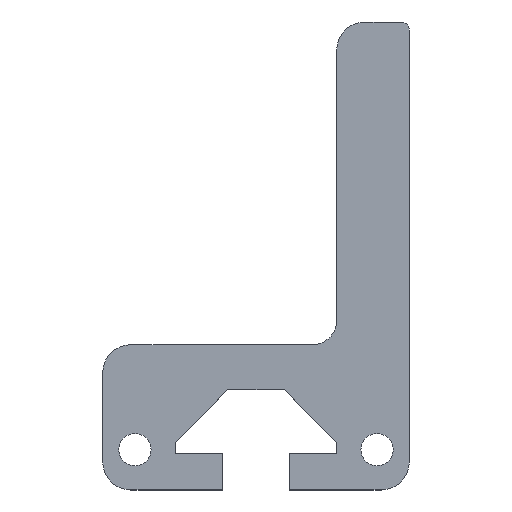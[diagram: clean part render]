
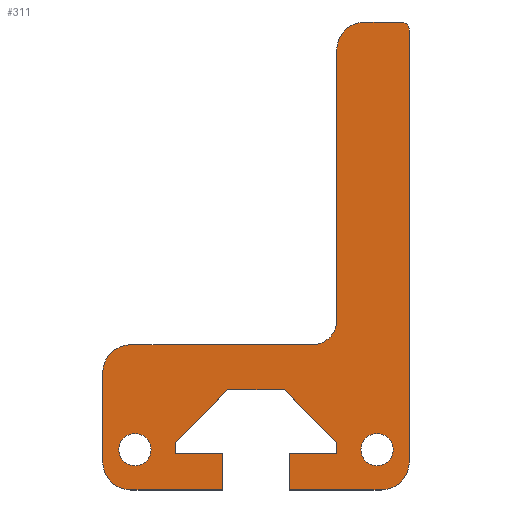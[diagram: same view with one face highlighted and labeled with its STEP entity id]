
A CAD part, top view. The second image highlights one B-rep face of the part: STEP entity #311.
In plain terms, the highlighted planar face has unit normal (0, 0, 1).
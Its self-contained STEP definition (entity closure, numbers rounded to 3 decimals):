
#60=CARTESIAN_POINT('',(-34.5,0.0,0.5));
#61=VERTEX_POINT('',#60);
#68=CARTESIAN_POINT('',(-38.0,3.5,0.5));
#69=VERTEX_POINT('',#68);
#70=CARTESIAN_POINT('',(-34.5,3.5,0.5));
#71=DIRECTION('',(0.0,0.0,-1.0));
#72=DIRECTION('',(-0.707,-0.707,0.0));
#73=AXIS2_PLACEMENT_3D('',#70,#71,#72);
#74=CIRCLE('',#73,3.5);
#75=EDGE_CURVE('',#61,#69,#74,.T.);
#92=CARTESIAN_POINT('',(-38.0,14.5,0.5));
#93=VERTEX_POINT('',#92);
#94=CARTESIAN_POINT('',(-38.0,3.5,0.5));
#95=DIRECTION('',(0.0,1.0,0.0));
#96=VECTOR('',#95,11.0);
#97=LINE('',#94,#96);
#98=EDGE_CURVE('',#69,#93,#97,.T.);
#117=CARTESIAN_POINT('',(-12.958,22.958,0.5));
#118=DIRECTION('',(0.0,0.0,1.0));
#119=DIRECTION('',(1.0,0.0,0.0));
#120=AXIS2_PLACEMENT_3D('',#117,#118,#119);
#121=PLANE('',#120);
#122=ORIENTED_EDGE('',*,*,#75,.F.);
#123=CARTESIAN_POINT('',(-23.1,0.,0.5));
#124=VERTEX_POINT('',#123);
#125=CARTESIAN_POINT('',(-23.1,0.,0.5));
#126=DIRECTION('',(-1.0,0.0,0.0));
#127=VECTOR('',#126,11.4);
#128=LINE('',#125,#127);
#129=EDGE_CURVE('',#124,#61,#128,.T.);
#130=ORIENTED_EDGE('',*,*,#129,.F.);
#131=CARTESIAN_POINT('',(-23.1,4.5,0.5));
#132=VERTEX_POINT('',#131);
#133=CARTESIAN_POINT('',(-23.1,0.,0.5));
#134=DIRECTION('',(0.0,1.0,0.0));
#135=VECTOR('',#134,4.5);
#136=LINE('',#133,#135);
#137=EDGE_CURVE('',#124,#132,#136,.T.);
#138=ORIENTED_EDGE('',*,*,#137,.T.);
#139=CARTESIAN_POINT('',(-29.,4.5,0.5));
#140=VERTEX_POINT('',#139);
#141=CARTESIAN_POINT('',(-23.1,4.5,0.5));
#142=DIRECTION('',(-1.0,0.0,0.0));
#143=VECTOR('',#142,5.9);
#144=LINE('',#141,#143);
#145=EDGE_CURVE('',#132,#140,#144,.T.);
#146=ORIENTED_EDGE('',*,*,#145,.T.);
#147=CARTESIAN_POINT('',(-29.0,5.914,0.5));
#148=VERTEX_POINT('',#147);
#149=CARTESIAN_POINT('',(-29.,4.5,0.5));
#150=DIRECTION('',(0.0,1.0,0.0));
#151=VECTOR('',#150,1.414);
#152=LINE('',#149,#151);
#153=EDGE_CURVE('',#140,#148,#152,.T.);
#154=ORIENTED_EDGE('',*,*,#153,.T.);
#155=CARTESIAN_POINT('',(-22.514,12.4,0.5));
#156=VERTEX_POINT('',#155);
#157=CARTESIAN_POINT('',(-29.0,5.914,0.5));
#158=DIRECTION('',(0.707,0.707,0.0));
#159=VECTOR('',#158,9.173);
#160=LINE('',#157,#159);
#161=EDGE_CURVE('',#148,#156,#160,.T.);
#162=ORIENTED_EDGE('',*,*,#161,.T.);
#163=CARTESIAN_POINT('',(-15.486,12.4,0.5));
#164=VERTEX_POINT('',#163);
#165=CARTESIAN_POINT('',(-22.514,12.4,0.5));
#166=DIRECTION('',(1.0,0.0,0.0));
#167=VECTOR('',#166,7.028);
#168=LINE('',#165,#167);
#169=EDGE_CURVE('',#156,#164,#168,.T.);
#170=ORIENTED_EDGE('',*,*,#169,.T.);
#171=CARTESIAN_POINT('',(-9.,5.914,0.5));
#172=VERTEX_POINT('',#171);
#173=CARTESIAN_POINT('',(-15.486,12.4,0.5));
#174=DIRECTION('',(0.707,-0.707,0.0));
#175=VECTOR('',#174,9.173);
#176=LINE('',#173,#175);
#177=EDGE_CURVE('',#164,#172,#176,.T.);
#178=ORIENTED_EDGE('',*,*,#177,.T.);
#179=CARTESIAN_POINT('',(-9.0,4.5,0.5));
#180=VERTEX_POINT('',#179);
#181=CARTESIAN_POINT('',(-9.,5.914,0.5));
#182=DIRECTION('',(0.0,-1.0,0.0));
#183=VECTOR('',#182,1.414);
#184=LINE('',#181,#183);
#185=EDGE_CURVE('',#172,#180,#184,.T.);
#186=ORIENTED_EDGE('',*,*,#185,.T.);
#187=CARTESIAN_POINT('',(-14.9,4.5,0.5));
#188=VERTEX_POINT('',#187);
#189=CARTESIAN_POINT('',(-9.0,4.5,0.5));
#190=DIRECTION('',(-1.0,0.0,0.0));
#191=VECTOR('',#190,5.9);
#192=LINE('',#189,#191);
#193=EDGE_CURVE('',#180,#188,#192,.T.);
#194=ORIENTED_EDGE('',*,*,#193,.T.);
#195=CARTESIAN_POINT('',(-14.9,0.,0.5));
#196=VERTEX_POINT('',#195);
#197=CARTESIAN_POINT('',(-14.9,4.5,0.5));
#198=DIRECTION('',(0.0,-1.0,0.0));
#199=VECTOR('',#198,4.5);
#200=LINE('',#197,#199);
#201=EDGE_CURVE('',#188,#196,#200,.T.);
#202=ORIENTED_EDGE('',*,*,#201,.T.);
#203=CARTESIAN_POINT('',(-3.5,0.0,0.5));
#204=VERTEX_POINT('',#203);
#205=CARTESIAN_POINT('',(-3.5,0.0,0.5));
#206=DIRECTION('',(-1.0,0.0,0.0));
#207=VECTOR('',#206,11.4);
#208=LINE('',#205,#207);
#209=EDGE_CURVE('',#204,#196,#208,.T.);
#210=ORIENTED_EDGE('',*,*,#209,.F.);
#211=CARTESIAN_POINT('',(0.,3.5,0.5));
#212=VERTEX_POINT('',#211);
#213=CARTESIAN_POINT('',(-3.5,3.5,0.5));
#214=DIRECTION('',(0.0,0.0,-1.0));
#215=DIRECTION('',(0.707,-0.707,0.0));
#216=AXIS2_PLACEMENT_3D('',#213,#214,#215);
#217=CIRCLE('',#216,3.5);
#218=EDGE_CURVE('',#212,#204,#217,.T.);
#219=ORIENTED_EDGE('',*,*,#218,.F.);
#220=CARTESIAN_POINT('',(0.,57.,0.5));
#221=VERTEX_POINT('',#220);
#222=CARTESIAN_POINT('',(0.,57.,0.5));
#223=DIRECTION('',(0.0,-1.0,0.0));
#224=VECTOR('',#223,53.5);
#225=LINE('',#222,#224);
#226=EDGE_CURVE('',#221,#212,#225,.T.);
#227=ORIENTED_EDGE('',*,*,#226,.F.);
#228=CARTESIAN_POINT('',(-1.,58.,0.5));
#229=VERTEX_POINT('',#228);
#230=CARTESIAN_POINT('',(-1.,57.,0.5));
#231=DIRECTION('',(0.0,0.0,-1.0));
#232=DIRECTION('',(0.707,0.707,0.0));
#233=AXIS2_PLACEMENT_3D('',#230,#231,#232);
#234=CIRCLE('',#233,1.0);
#235=EDGE_CURVE('',#229,#221,#234,.T.);
#236=ORIENTED_EDGE('',*,*,#235,.F.);
#237=CARTESIAN_POINT('',(-5.5,58.,0.5));
#238=VERTEX_POINT('',#237);
#239=CARTESIAN_POINT('',(-5.5,58.,0.5));
#240=DIRECTION('',(1.0,0.0,0.0));
#241=VECTOR('',#240,4.5);
#242=LINE('',#239,#241);
#243=EDGE_CURVE('',#238,#229,#242,.T.);
#244=ORIENTED_EDGE('',*,*,#243,.F.);
#245=CARTESIAN_POINT('',(-9.0,54.5,0.5));
#246=VERTEX_POINT('',#245);
#247=CARTESIAN_POINT('',(-5.5,54.5,0.5));
#248=DIRECTION('',(0.0,0.0,-1.0));
#249=DIRECTION('',(-0.707,0.707,0.0));
#250=AXIS2_PLACEMENT_3D('',#247,#248,#249);
#251=CIRCLE('',#250,3.5);
#252=EDGE_CURVE('',#246,#238,#251,.T.);
#253=ORIENTED_EDGE('',*,*,#252,.F.);
#254=CARTESIAN_POINT('',(-9.0,21.0,0.5));
#255=VERTEX_POINT('',#254);
#256=CARTESIAN_POINT('',(-9.0,21.0,0.5));
#257=DIRECTION('',(0.0,1.0,0.0));
#258=VECTOR('',#257,33.5);
#259=LINE('',#256,#258);
#260=EDGE_CURVE('',#255,#246,#259,.T.);
#261=ORIENTED_EDGE('',*,*,#260,.F.);
#262=CARTESIAN_POINT('',(-12.,18.,0.5));
#263=VERTEX_POINT('',#262);
#264=CARTESIAN_POINT('',(-12.,21.0,0.5));
#265=DIRECTION('',(0.0,0.0,1.));
#266=DIRECTION('',(0.707,-0.707,0.0));
#267=AXIS2_PLACEMENT_3D('',#264,#265,#266);
#268=CIRCLE('',#267,3.0);
#269=EDGE_CURVE('',#263,#255,#268,.T.);
#270=ORIENTED_EDGE('',*,*,#269,.F.);
#271=CARTESIAN_POINT('',(-34.5,18.0,0.5));
#272=VERTEX_POINT('',#271);
#273=CARTESIAN_POINT('',(-34.5,18.0,0.5));
#274=DIRECTION('',(1.0,0.0,0.0));
#275=VECTOR('',#274,22.5);
#276=LINE('',#273,#275);
#277=EDGE_CURVE('',#272,#263,#276,.T.);
#278=ORIENTED_EDGE('',*,*,#277,.F.);
#279=CARTESIAN_POINT('',(-34.5,14.5,0.5));
#280=DIRECTION('',(0.0,0.0,-1.0));
#281=DIRECTION('',(-0.707,0.707,0.0));
#282=AXIS2_PLACEMENT_3D('',#279,#280,#281);
#283=CIRCLE('',#282,3.5);
#284=EDGE_CURVE('',#93,#272,#283,.T.);
#285=ORIENTED_EDGE('',*,*,#284,.F.);
#286=ORIENTED_EDGE('',*,*,#98,.F.);
#287=EDGE_LOOP('',(#122,#130,#138,#146,#154,#162,#170,#178,#186,#194,#202,#210,#219,#227,#236,#244,#253,#261,#270,#278,#285,#286));
#288=FACE_OUTER_BOUND('',#287,.T.);
#289=CARTESIAN_POINT('',(-32.0,5.,0.5));
#290=VERTEX_POINT('',#289);
#291=CARTESIAN_POINT('',(-34.0,5.,0.5));
#292=DIRECTION('',(0.0,0.0,-1.0));
#293=DIRECTION('',(1.0,0.0,0.0));
#294=AXIS2_PLACEMENT_3D('',#291,#292,#293);
#295=CIRCLE('',#294,2.0);
#296=EDGE_CURVE('',#290,#290,#295,.T.);
#297=ORIENTED_EDGE('',*,*,#296,.T.);
#298=EDGE_LOOP('',(#297));
#299=FACE_BOUND('',#298,.T.);
#300=CARTESIAN_POINT('',(-2.0,5.0,0.5));
#301=VERTEX_POINT('',#300);
#302=CARTESIAN_POINT('',(-4.0,5.0,0.5));
#303=DIRECTION('',(0.0,0.0,-1.0));
#304=DIRECTION('',(1.0,0.0,0.0));
#305=AXIS2_PLACEMENT_3D('',#302,#303,#304);
#306=CIRCLE('',#305,2.0);
#307=EDGE_CURVE('',#301,#301,#306,.T.);
#308=ORIENTED_EDGE('',*,*,#307,.T.);
#309=EDGE_LOOP('',(#308));
#310=FACE_BOUND('',#309,.T.);
#311=ADVANCED_FACE('',(#288,#299,#310),#121,.T.);
